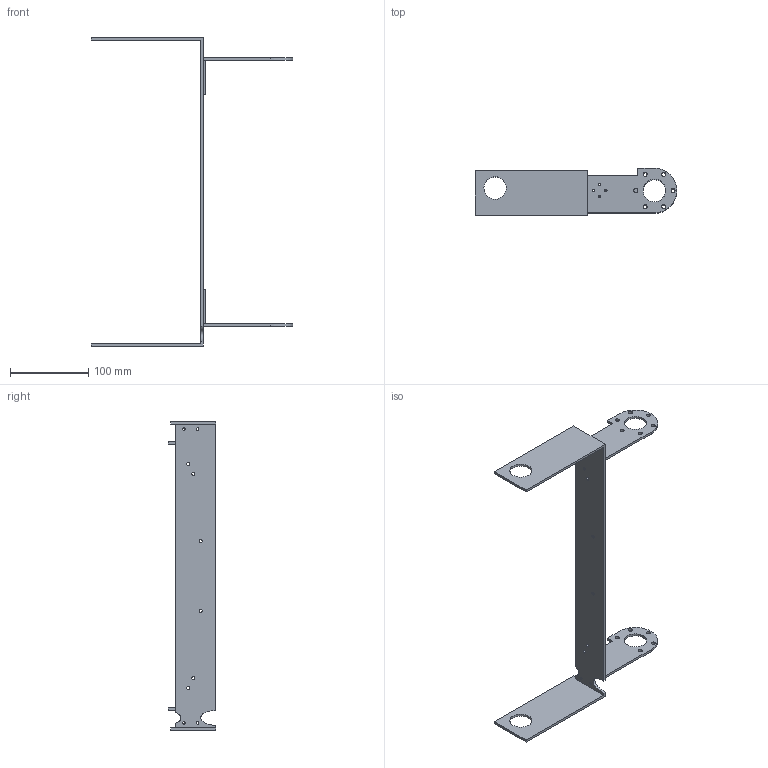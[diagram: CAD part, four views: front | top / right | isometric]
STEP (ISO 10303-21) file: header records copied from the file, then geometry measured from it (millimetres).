
FILE_DESCRIPTION(/* description */ (''),/* implementation_level */ '2;1');
FILE_NAME(/* name */ 'main_bracket.stp',/* time_stamp */ '2017-06-20T19:51:01-05:00',/* author */ ('Michael'),/* organization */ (''),/* preprocessor_version */ 'ST-DEVELOPER v16.5',/* originating_system */ 'Autodesk Inventor 2017',/* authorisation */ '');
FILE_SCHEMA (('AUTOMOTIVE_DESIGN { 1 0 10303 214 3 1 1 }'));
Length unit declared in the file: inch
Products named in the file (1): Pivot Bracket 2
Bounding box: 257.18 x 60.33 x 393.7 mm (x, y, z)
Volume: 147946.9 mm3; surface area: 96911 mm2
Topology: 1 solids, 1 shells, 67 faces, 198 edges, 133 vertices
Faces by surface type: cylinder 35, plane 30, bspline 2
Full cylindrical faces by diameter (mm): 3.175 x12, 4.064 x6, 5.182 x11, 28.575 x4
Entity records: 2272 total; most frequent: CARTESIAN_POINT 378, DIRECTION 368, ORIENTED_EDGE 324, EDGE_LOOP 166, EDGE_CURVE 162, AXIS2_PLACEMENT_3D 140, VERTEX_POINT 130, FACE_BOUND 99
